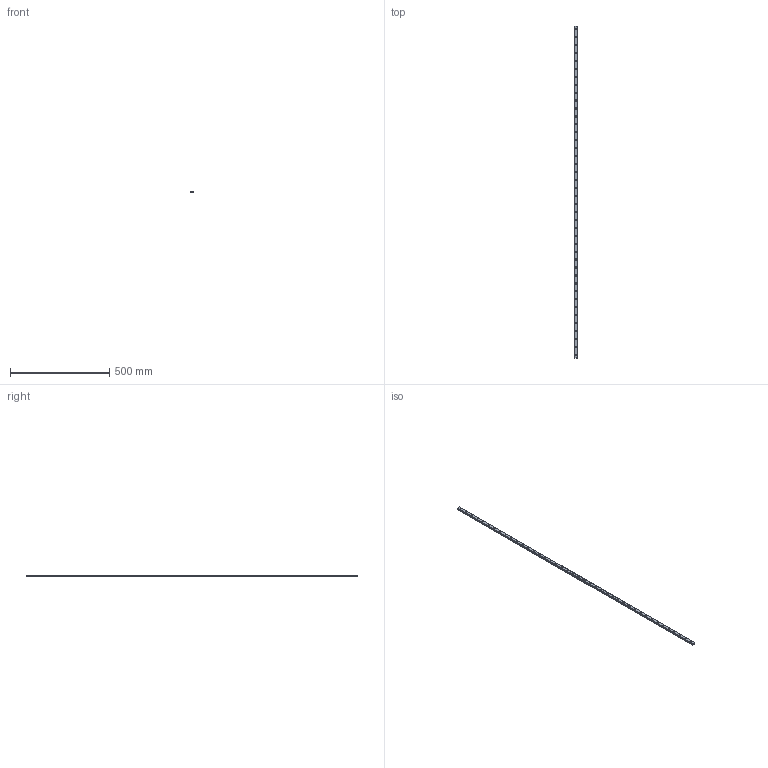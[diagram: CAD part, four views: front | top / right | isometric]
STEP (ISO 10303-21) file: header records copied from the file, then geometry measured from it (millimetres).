
FILE_DESCRIPTION(('STEP AP214'),'1');
FILE_NAME('cctmp_4A719F08-CFFF-47C8-9B08-D47ACCE6082F_2021_02_19_12_54_52_0865..stp','2021-02-19T11:54:53',('HIWIN GmbH'),('CADClick - www.CADClick.com'),'Spatial InterOp 3D',' ','unknown authorization');
FILE_SCHEMA(('AUTOMOTIVE_DESIGN'));
Length unit declared in the file: millimetre
Products named in the file (1): MGNR15R1670CM_FILE
Bounding box: 15 x 1670 x 10 mm (x, y, z)
Volume: 231973.1 mm3; surface area: 98944.6 mm2
Topology: 1 solids, 1 shells, 473 faces, 1023 edges, 682 vertices
Faces by surface type: cylinder 268, plane 205
Entity records: 16921 total; most frequent: DIRECTION 2507, CARTESIAN_POINT 2179, ORIENTED_EDGE 2046, EDGE_CURVE 1023, AXIS2_PLACEMENT_3D 1010, VERTEX_POINT 682, EDGE_LOOP 603, CIRCLE 536
